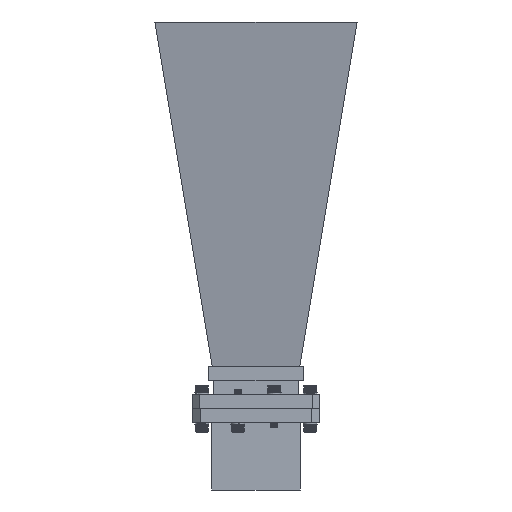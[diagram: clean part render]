
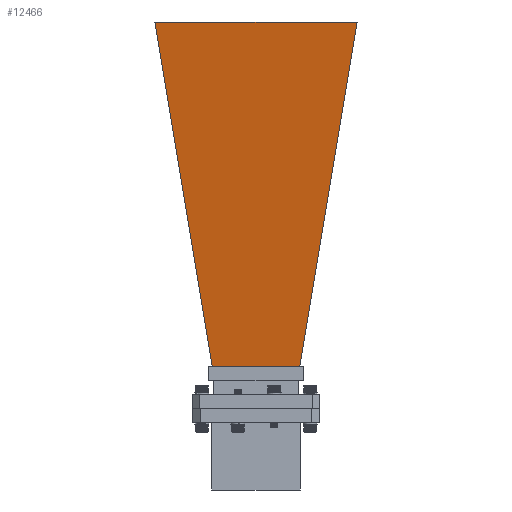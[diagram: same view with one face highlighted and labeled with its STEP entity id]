
A CAD part, front view. The second image highlights one B-rep face of the part: STEP entity #12466.
In plain terms, the highlighted face is planar.
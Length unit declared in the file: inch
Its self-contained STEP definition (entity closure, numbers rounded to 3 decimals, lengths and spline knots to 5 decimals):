
#494 = CARTESIAN_POINT ( 'NONE',  ( 1.8006, 6.38157, 1.312 ) ) ;
#618 = VERTEX_POINT ( 'NONE', #14446 ) ;
#1003 = CARTESIAN_POINT ( 'NONE',  ( 1.95425, 7.30417, 1.45309 ) ) ;
#2031 = DIRECTION ( 'NONE',  ( 0.162, -0.975, -0.149 ) ) ;
#3007 = CARTESIAN_POINT ( 'NONE',  ( -7.62362, 6.38157, 1.312 ) ) ;
#3827 = ORIENTED_EDGE ( 'NONE', *, *, #10767, .F. ) ;
#3916 = DIRECTION ( 'NONE',  ( 0., -0.151, 0.989 ) ) ;
#4904 = LINE ( 'NONE', #1003, #20957 ) ;
#6998 = EDGE_CURVE ( 'NONE', #19618, #14881, #12350, .T. ) ;
#8227 = EDGE_LOOP ( 'NONE', ( #15759, #3827, #17985, #17500 ) ) ;
#8472 = AXIS2_PLACEMENT_3D ( 'NONE', #25285, #3916, #19705 ) ;
#10767 = EDGE_CURVE ( 'NONE', #618, #19772, #21003, .T. ) ;
#10784 = CARTESIAN_POINT ( 'NONE',  ( 1.53072, 0.25, 0.37429 ) ) ;
#10924 = DIRECTION ( 'NONE',  ( 1., 0., 0. ) ) ;
#12350 = LINE ( 'NONE', #10784, #18791 ) ;
#12466 = ADVANCED_FACE ( 'NONE', ( #13398 ), #21642, .T. ) ;
#13398 = FACE_OUTER_BOUND ( 'NONE', #8227, .T. ) ;
#14446 = CARTESIAN_POINT ( 'NONE',  ( -1.8006, 6.38157, 1.312 ) ) ;
#14881 = VERTEX_POINT ( 'NONE', #23969 ) ;
#15759 = ORIENTED_EDGE ( 'NONE', *, *, #21417, .F. ) ;
#16718 = VECTOR ( 'NONE', #10924, 39.37008 ) ;
#16815 = EDGE_CURVE ( 'NONE', #618, #14881, #23265, .T. ) ;
#17500 = ORIENTED_EDGE ( 'NONE', *, *, #6998, .F. ) ;
#17985 = ORIENTED_EDGE ( 'NONE', *, *, #16815, .T. ) ;
#18791 = VECTOR ( 'NONE', #20337, 39.37008 ) ;
#19010 = DIRECTION ( 'NONE',  ( -0.162, -0.975, -0.149 ) ) ;
#19618 = VERTEX_POINT ( 'NONE', #24977 ) ;
#19705 = DIRECTION ( 'NONE',  ( 0., -0.989, -0.151 ) ) ;
#19772 = VERTEX_POINT ( 'NONE', #494 ) ;
#20337 = DIRECTION ( 'NONE',  ( -1., 0., 0. ) ) ;
#20957 = VECTOR ( 'NONE', #19010, 39.37008 ) ;
#21003 = LINE ( 'NONE', #3007, #16718 ) ;
#21417 = EDGE_CURVE ( 'NONE', #19772, #19618, #4904, .T. ) ;
#21642 = PLANE ( 'NONE',  #8472 ) ;
#21711 = CARTESIAN_POINT ( 'NONE',  ( -1.95425, 7.30417, 1.45309 ) ) ;
#23265 = LINE ( 'NONE', #21711, #23333 ) ;
#23333 = VECTOR ( 'NONE', #2031, 39.37008 ) ;
#23969 = CARTESIAN_POINT ( 'NONE',  ( -0.77944, 0.25, 0.37429 ) ) ;
#24977 = CARTESIAN_POINT ( 'NONE',  ( 0.77944, 0.25, 0.37429 ) ) ;
#25285 = CARTESIAN_POINT ( 'NONE',  ( -7.62362, 6.38157, 1.312 ) ) ;
